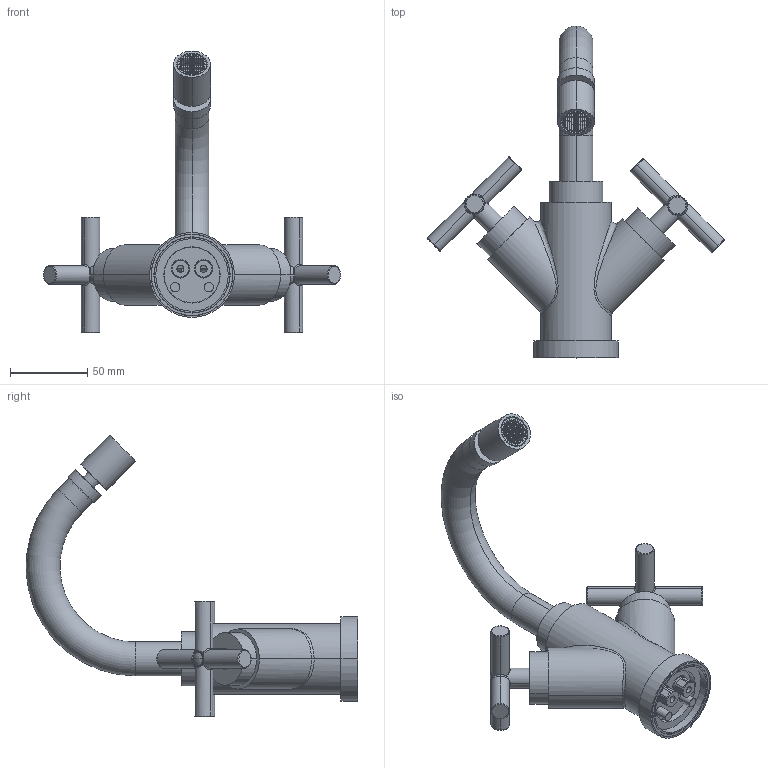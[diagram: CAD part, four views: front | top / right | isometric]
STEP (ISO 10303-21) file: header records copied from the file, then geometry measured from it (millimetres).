
FILE_DESCRIPTION((''),'2;1');
FILE_NAME('QTV138CR','2021-09-30T11:16:20',('ut3'),('PAFFONI SpA'),'CREO PARAMETRIC BY PTC INC, 2020044','CREO PARAMETRIC BY PTC INC, 2020044','');
FILE_SCHEMA(('CONFIG_CONTROL_DESIGN','SHAPE_APPEARANCE_LAYERS_GROUPS'));
Length unit declared in the file: millimetre
Products named in the file (1): QTV138CR
Bounding box: 192.61 x 215.09 x 182.55 mm (x, y, z)
Volume: 295523.7 mm3; surface area: 110814.5 mm2
Topology: 5 solids, 5 shells, 2431 faces, 7090 edges, 4609 vertices
Faces by surface type: plane 1889, cylinder 308, cone 112, torus 66, bspline 48, sphere 8
Entity records: 106805 total; most frequent: CARTESIAN_POINT 22643, ORIENTED_EDGE 14160, DIRECTION 13100, EDGE_CURVE 7080, VERTEX_POINT 4609, VECTOR 4426, LINE 4426, AXIS2_PLACEMENT_3D 4337
